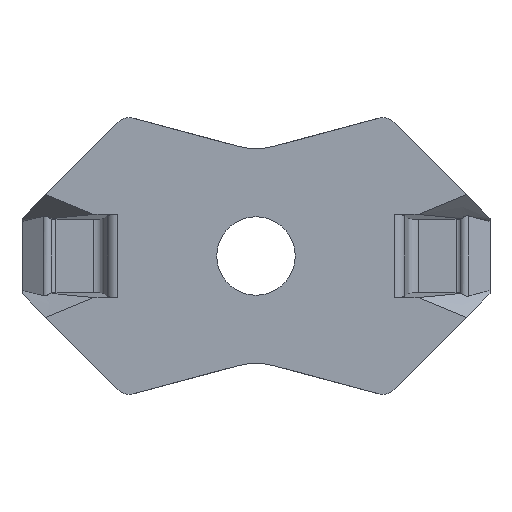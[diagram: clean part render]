
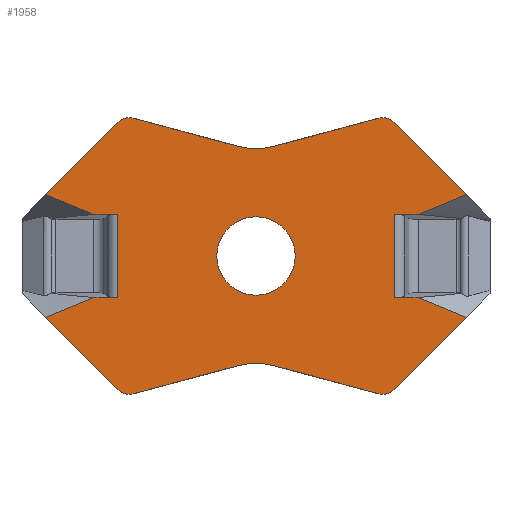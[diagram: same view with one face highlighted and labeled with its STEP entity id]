
A CAD part, front view. The second image highlights one B-rep face of the part: STEP entity #1958.
In plain terms, the highlighted planar face has unit normal (0, -1, 0).
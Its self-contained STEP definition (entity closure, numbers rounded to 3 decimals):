
#1=DIRECTION('',(0.924,0.,0.383));
#2=VECTOR('',#1,1.993);
#3=CARTESIAN_POINT('',(6.2,0.,1.59));
#4=LINE('',#3,#2);
#5=DIRECTION('',(0.,0.,-1.));
#6=VECTOR('',#5,3.181);
#7=CARTESIAN_POINT('',(5.297,0.,1.59));
#8=LINE('',#7,#6);
#9=DIRECTION('',(-0.924,0.,0.383));
#10=VECTOR('',#9,1.993);
#11=CARTESIAN_POINT('',(8.041,0.,-2.353));
#12=LINE('',#11,#10);
#13=DIRECTION('',(-0.707,0.,-0.707));
#14=VECTOR('',#13,3.907);
#15=CARTESIAN_POINT('',(8.041,0.,-2.353));
#16=LINE('',#15,#14);
#17=CARTESIAN_POINT('',(4.855,0.,-4.691));
#18=DIRECTION('',(0.,1.,0.));
#19=DIRECTION('',(0.707,0.,-0.707));
#20=AXIS2_PLACEMENT_3D('',#17,#18,#19);
#22=DIRECTION('',(-0.966,0.,0.259));
#23=VECTOR('',#22,4.195);
#24=CARTESIAN_POINT('',(4.699,0.,-5.271));
#25=LINE('',#24,#23);
#26=CARTESIAN_POINT('',(0.,0.,-6.6));
#27=DIRECTION('',(0.,-1.,0.));
#28=DIRECTION('',(0.259,0.,0.966));
#29=AXIS2_PLACEMENT_3D('',#26,#27,#28);
#31=DIRECTION('',(-0.966,0.,-0.259));
#32=VECTOR('',#31,4.195);
#33=CARTESIAN_POINT('',(-0.647,0.,-4.185));
#34=LINE('',#33,#32);
#35=CARTESIAN_POINT('',(-4.855,0.,-4.691));
#36=DIRECTION('',(0.,1.,0.));
#37=DIRECTION('',(0.259,0.,-0.966));
#38=AXIS2_PLACEMENT_3D('',#35,#36,#37);
#40=DIRECTION('',(-0.707,0.,0.707));
#41=VECTOR('',#40,3.907);
#42=CARTESIAN_POINT('',(-5.279,0.,-5.116));
#43=LINE('',#42,#41);
#44=DIRECTION('',(-0.924,0.,-0.383));
#45=VECTOR('',#44,1.993);
#46=CARTESIAN_POINT('',(-6.2,0.,-1.59));
#47=LINE('',#46,#45);
#48=DIRECTION('',(0.,0.,1.));
#49=VECTOR('',#48,3.181);
#50=CARTESIAN_POINT('',(-5.297,0.,-1.59));
#51=LINE('',#50,#49);
#52=DIRECTION('',(0.924,0.,-0.383));
#53=VECTOR('',#52,1.993);
#54=CARTESIAN_POINT('',(-8.041,0.,2.353));
#55=LINE('',#54,#53);
#56=DIRECTION('',(0.707,0.,0.707));
#57=VECTOR('',#56,3.907);
#58=CARTESIAN_POINT('',(-8.041,0.,2.353));
#59=LINE('',#58,#57);
#60=CARTESIAN_POINT('',(-4.855,0.,4.691));
#61=DIRECTION('',(0.,1.,0.));
#62=DIRECTION('',(-0.707,0.,0.707));
#63=AXIS2_PLACEMENT_3D('',#60,#61,#62);
#65=DIRECTION('',(0.966,0.,-0.259));
#66=VECTOR('',#65,4.195);
#67=CARTESIAN_POINT('',(-4.699,0.,5.271));
#68=LINE('',#67,#66);
#69=CARTESIAN_POINT('',(0.,0.,6.6));
#70=DIRECTION('',(0.,-1.,0.));
#71=DIRECTION('',(-0.259,0.,-0.966));
#72=AXIS2_PLACEMENT_3D('',#69,#70,#71);
#74=DIRECTION('',(0.966,0.,0.259));
#75=VECTOR('',#74,4.195);
#76=CARTESIAN_POINT('',(0.647,0.,4.185));
#77=LINE('',#76,#75);
#78=CARTESIAN_POINT('',(4.855,0.,4.691));
#79=DIRECTION('',(0.,1.,0.));
#80=DIRECTION('',(-0.259,0.,0.966));
#81=AXIS2_PLACEMENT_3D('',#78,#79,#80);
#83=DIRECTION('',(0.707,0.,-0.707));
#84=VECTOR('',#83,3.907);
#85=CARTESIAN_POINT('',(5.279,0.,5.116));
#86=LINE('',#85,#84);
#87=CARTESIAN_POINT('',(0.,0.,0.));
#88=DIRECTION('',(0.,1.,0.));
#89=DIRECTION('',(-1.,0.,0.));
#90=AXIS2_PLACEMENT_3D('',#87,#88,#89);
#92=CARTESIAN_POINT('',(0.,0.,0.));
#93=DIRECTION('',(0.,1.,0.));
#94=DIRECTION('',(1.,0.,0.));
#95=AXIS2_PLACEMENT_3D('',#92,#93,#94);
#876=DIRECTION('',(-1.,0.,0.));
#877=VECTOR('',#876,0.903);
#878=CARTESIAN_POINT('',(-5.297,0.,-1.59));
#879=LINE('',#878,#877);
#897=DIRECTION('',(1.,0.,0.));
#898=VECTOR('',#897,0.903);
#899=CARTESIAN_POINT('',(-6.2,0.,1.59));
#900=LINE('',#899,#898);
#1467=DIRECTION('',(-1.,0.,0.));
#1468=VECTOR('',#1467,0.903);
#1469=CARTESIAN_POINT('',(6.2,0.,-1.59));
#1470=LINE('',#1469,#1468);
#1572=DIRECTION('',(1.,0.,0.));
#1573=VECTOR('',#1572,0.903);
#1574=CARTESIAN_POINT('',(5.297,0.,1.59));
#1575=LINE('',#1574,#1573);
#1665=CARTESIAN_POINT('',(-5.279,0.,5.116));
#1666=CARTESIAN_POINT('',(-4.699,0.,5.271));
#1667=VERTEX_POINT('',#1665);
#1668=VERTEX_POINT('',#1666);
#1669=CARTESIAN_POINT('',(-0.647,0.,4.185));
#1670=VERTEX_POINT('',#1669);
#1671=CARTESIAN_POINT('',(0.647,0.,4.185));
#1672=CARTESIAN_POINT('',(4.699,0.,5.271));
#1673=VERTEX_POINT('',#1671);
#1674=VERTEX_POINT('',#1672);
#1675=CARTESIAN_POINT('',(5.279,0.,5.116));
#1676=VERTEX_POINT('',#1675);
#1677=CARTESIAN_POINT('',(5.279,0.,-5.116));
#1678=CARTESIAN_POINT('',(4.699,0.,-5.271));
#1679=VERTEX_POINT('',#1677);
#1680=VERTEX_POINT('',#1678);
#1681=CARTESIAN_POINT('',(0.647,0.,-4.185));
#1682=VERTEX_POINT('',#1681);
#1683=CARTESIAN_POINT('',(-0.647,0.,-4.185));
#1684=CARTESIAN_POINT('',(-4.699,0.,-5.271));
#1685=VERTEX_POINT('',#1683);
#1686=VERTEX_POINT('',#1684);
#1687=CARTESIAN_POINT('',(-5.279,0.,-5.116));
#1688=VERTEX_POINT('',#1687);
#1741=CARTESIAN_POINT('',(-5.297,0.,-1.59));
#1742=CARTESIAN_POINT('',(-5.297,0.,1.59));
#1743=VERTEX_POINT('',#1741);
#1744=VERTEX_POINT('',#1742);
#1763=CARTESIAN_POINT('',(-8.041,0.,2.353));
#1764=CARTESIAN_POINT('',(-6.2,0.,1.59));
#1765=VERTEX_POINT('',#1763);
#1766=VERTEX_POINT('',#1764);
#1767=CARTESIAN_POINT('',(-6.2,0.,-1.59));
#1768=CARTESIAN_POINT('',(-8.041,0.,-2.353));
#1769=VERTEX_POINT('',#1767);
#1770=VERTEX_POINT('',#1768);
#1781=CARTESIAN_POINT('',(5.297,0.,1.59));
#1782=CARTESIAN_POINT('',(5.297,0.,-1.59));
#1783=VERTEX_POINT('',#1781);
#1784=VERTEX_POINT('',#1782);
#1789=CARTESIAN_POINT('',(6.2,0.,1.59));
#1790=CARTESIAN_POINT('',(8.041,0.,2.353));
#1791=VERTEX_POINT('',#1789);
#1792=VERTEX_POINT('',#1790);
#1793=CARTESIAN_POINT('',(8.041,0.,-2.353));
#1794=CARTESIAN_POINT('',(6.2,0.,-1.59));
#1795=VERTEX_POINT('',#1793);
#1796=VERTEX_POINT('',#1794);
#1889=CARTESIAN_POINT('',(-1.5,0.,0.));
#1890=CARTESIAN_POINT('',(1.5,0.,0.));
#1891=VERTEX_POINT('',#1889);
#1892=VERTEX_POINT('',#1890);
#1897=CARTESIAN_POINT('',(0.,0.,0.));
#1898=DIRECTION('',(0.,1.,0.));
#1899=DIRECTION('',(1.,0.,0.));
#1900=AXIS2_PLACEMENT_3D('',#1897,#1898,#1899);
#1901=PLANE('',#1900);
#1903=ORIENTED_EDGE('',*,*,#1902,.F.);
#1905=ORIENTED_EDGE('',*,*,#1904,.F.);
#1907=ORIENTED_EDGE('',*,*,#1906,.T.);
#1909=ORIENTED_EDGE('',*,*,#1908,.F.);
#1911=ORIENTED_EDGE('',*,*,#1910,.F.);
#1913=ORIENTED_EDGE('',*,*,#1912,.T.);
#1915=ORIENTED_EDGE('',*,*,#1914,.T.);
#1917=ORIENTED_EDGE('',*,*,#1916,.T.);
#1919=ORIENTED_EDGE('',*,*,#1918,.T.);
#1921=ORIENTED_EDGE('',*,*,#1920,.T.);
#1923=ORIENTED_EDGE('',*,*,#1922,.T.);
#1925=ORIENTED_EDGE('',*,*,#1924,.T.);
#1927=ORIENTED_EDGE('',*,*,#1926,.F.);
#1929=ORIENTED_EDGE('',*,*,#1928,.F.);
#1931=ORIENTED_EDGE('',*,*,#1930,.T.);
#1933=ORIENTED_EDGE('',*,*,#1932,.F.);
#1935=ORIENTED_EDGE('',*,*,#1934,.F.);
#1937=ORIENTED_EDGE('',*,*,#1936,.T.);
#1939=ORIENTED_EDGE('',*,*,#1938,.T.);
#1941=ORIENTED_EDGE('',*,*,#1940,.T.);
#1943=ORIENTED_EDGE('',*,*,#1942,.T.);
#1945=ORIENTED_EDGE('',*,*,#1944,.T.);
#1947=ORIENTED_EDGE('',*,*,#1946,.T.);
#1949=ORIENTED_EDGE('',*,*,#1948,.T.);
#1950=EDGE_LOOP('',(#1903,#1905,#1907,#1909,#1911,#1913,#1915,#1917,#1919,#1921,
#1923,#1925,#1927,#1929,#1931,#1933,#1935,#1937,#1939,#1941,#1943,#1945,#1947,
#1949));
#1951=FACE_OUTER_BOUND('',#1950,.F.);
#1953=ORIENTED_EDGE('',*,*,#1952,.F.);
#1955=ORIENTED_EDGE('',*,*,#1954,.F.);
#1956=EDGE_LOOP('',(#1953,#1955));
#1957=FACE_BOUND('',#1956,.F.);
#1958=ADVANCED_FACE('',(#1951,#1957),#1901,.F.);
#21=CIRCLE('',#20,0.6);
#30=CIRCLE('',#29,2.5);
#39=CIRCLE('',#38,0.6);
#64=CIRCLE('',#63,0.6);
#73=CIRCLE('',#72,2.5);
#82=CIRCLE('',#81,0.6);
#91=CIRCLE('',#90,1.5);
#96=CIRCLE('',#95,1.5);
#1902=EDGE_CURVE('',#1791,#1792,#4,.T.);
#1904=EDGE_CURVE('',#1783,#1791,#1575,.T.);
#1906=EDGE_CURVE('',#1783,#1784,#8,.T.);
#1908=EDGE_CURVE('',#1796,#1784,#1470,.T.);
#1910=EDGE_CURVE('',#1795,#1796,#12,.T.);
#1912=EDGE_CURVE('',#1795,#1679,#16,.T.);
#1914=EDGE_CURVE('',#1679,#1680,#21,.T.);
#1916=EDGE_CURVE('',#1680,#1682,#25,.T.);
#1918=EDGE_CURVE('',#1682,#1685,#30,.T.);
#1920=EDGE_CURVE('',#1685,#1686,#34,.T.);
#1922=EDGE_CURVE('',#1686,#1688,#39,.T.);
#1924=EDGE_CURVE('',#1688,#1770,#43,.T.);
#1926=EDGE_CURVE('',#1769,#1770,#47,.T.);
#1928=EDGE_CURVE('',#1743,#1769,#879,.T.);
#1930=EDGE_CURVE('',#1743,#1744,#51,.T.);
#1932=EDGE_CURVE('',#1766,#1744,#900,.T.);
#1934=EDGE_CURVE('',#1765,#1766,#55,.T.);
#1936=EDGE_CURVE('',#1765,#1667,#59,.T.);
#1938=EDGE_CURVE('',#1667,#1668,#64,.T.);
#1940=EDGE_CURVE('',#1668,#1670,#68,.T.);
#1942=EDGE_CURVE('',#1670,#1673,#73,.T.);
#1944=EDGE_CURVE('',#1673,#1674,#77,.T.);
#1946=EDGE_CURVE('',#1674,#1676,#82,.T.);
#1948=EDGE_CURVE('',#1676,#1792,#86,.T.);
#1952=EDGE_CURVE('',#1891,#1892,#91,.T.);
#1954=EDGE_CURVE('',#1892,#1891,#96,.T.);
